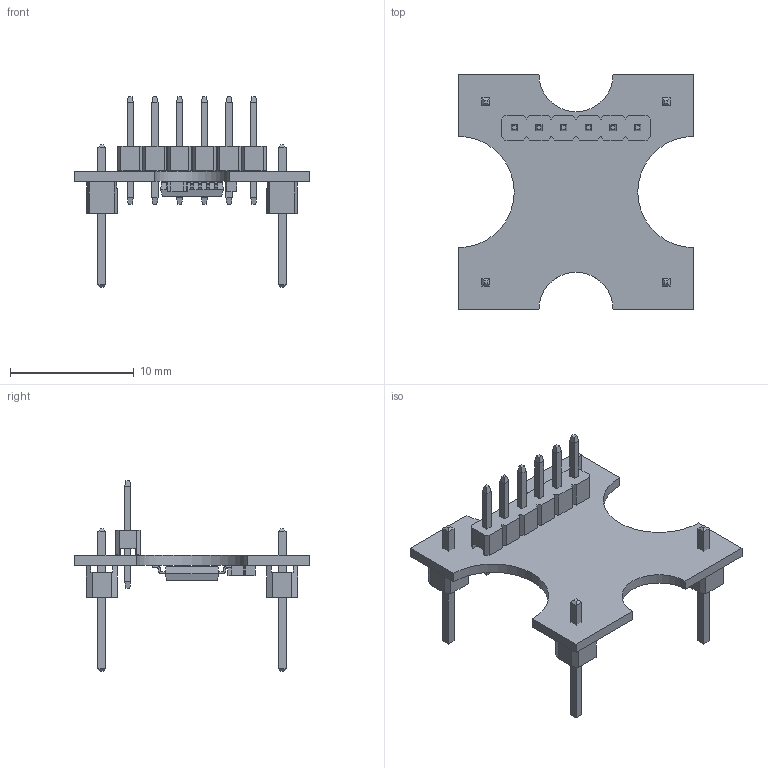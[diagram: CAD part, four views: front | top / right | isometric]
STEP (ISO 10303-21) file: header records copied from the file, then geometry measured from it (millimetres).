
FILE_DESCRIPTION(('Open CASCADE Model'),'2;1');
FILE_NAME('Open CASCADE Shape Model','2024-05-17T11:30:17',('Author'),( 'Open CASCADE'),'Open CASCADE STEP processor 7.5','Open CASCADE 7.5' ,'Unknown');
FILE_SCHEMA(('AUTOMOTIVE_DESIGN { 1 0 10303 214 1 1 1 1 }'));
Length unit declared in the file: millimetre
Products named in the file (21): Open CASCADE STEP translator 7.5 148; Open CASCADE STEP translator 7.5 149; Open CASCADE STEP translator 7.5 150; Open CASCADE STEP translator 7.5 151; Open CASCADE STEP translator 7.5 152; Open CASCADE STEP translator 7.5 153; Open CASCADE STEP translator 7.5 154; Open CASCADE STEP translator 7.5 155; Open CASCADE STEP translator 7.5 156; Open CASCADE STEP translator 7.5 157; Open CASCADE STEP translator 7.5 158; Open CASCADE STEP translator 7.5 159; Open CASCADE STEP translator 7.5 160; Open CASCADE STEP translator 7.5 161; Open CASCADE STEP translator 7.5 162; Open CASCADE STEP translator 7.5 163; Open CASCADE STEP translator 7.5 164; Open CASCADE STEP translator 7.5 165; Open CASCADE STEP translator 7.5 166; Open CASCADE STEP translator 7.5 167; Open CASCADE STEP translator 7.5 168
Bounding box: 19 x 19 x 15.44 mm (x, y, z)
Volume: 365.2 mm3; surface area: 1224.6 mm2
Topology: 21 solids, 21 shells, 608 faces, 1531 edges, 934 vertices
Faces by surface type: plane 467, cylinder 108, sphere 32, cone 1
Entity records: 20243 total; most frequent: CARTESIAN_POINT 3043, ORIENTED_EDGE 2998, DIRECTION 2934, EDGE_CURVE 1499, LINE 1280, VECTOR 1280, VERTEX_POINT 934, AXIS2_PLACEMENT_3D 827
